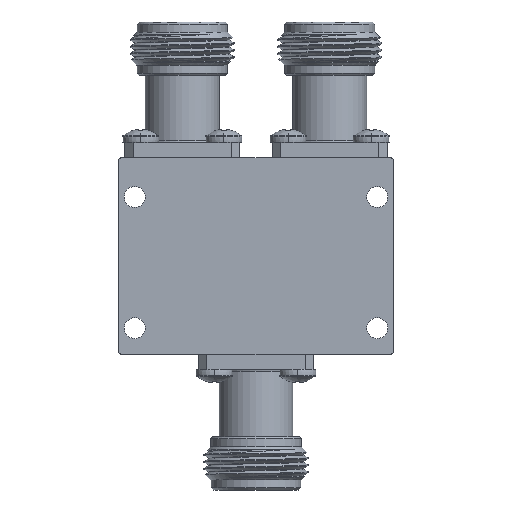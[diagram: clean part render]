
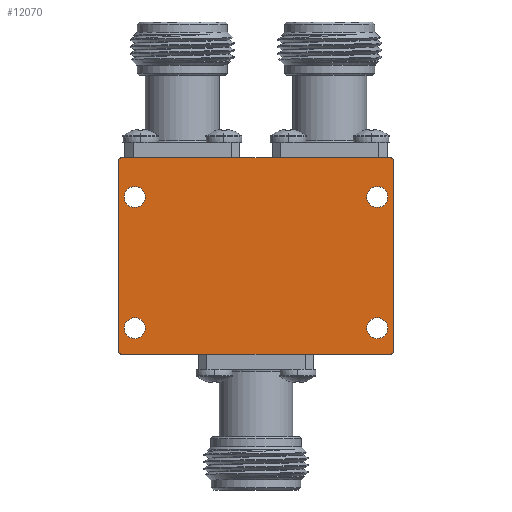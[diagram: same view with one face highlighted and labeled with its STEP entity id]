
A CAD part, front view. The second image highlights one B-rep face of the part: STEP entity #12070.
In plain terms, the highlighted planar face has unit normal (0, -1, 0).
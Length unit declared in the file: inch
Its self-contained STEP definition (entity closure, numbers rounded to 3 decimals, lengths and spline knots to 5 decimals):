
#446 = DIRECTION ( 'NONE',  ( 0., 0., -1. ) ) ;
#472 = ORIENTED_EDGE ( 'NONE', *, *, #27027, .F. ) ;
#547 = CARTESIAN_POINT ( 'NONE',  ( -0.72835, -0.3937, -0.49606 ) ) ;
#683 = DIRECTION ( 'NONE',  ( 0., 1., 0. ) ) ;
#816 = ORIENTED_EDGE ( 'NONE', *, *, #10768, .T. ) ;
#991 = DIRECTION ( 'NONE',  ( 0., 0., 1. ) ) ;
#1013 = ORIENTED_EDGE ( 'NONE', *, *, #22479, .T. ) ;
#1033 = EDGE_LOOP ( 'NONE', ( #27727, #1013 ) ) ;
#1204 = VECTOR ( 'NONE', #8594, 39.37008 ) ;
#1718 = AXIS2_PLACEMENT_3D ( 'NONE', #9955, #7426, #20357 ) ;
#1802 = CARTESIAN_POINT ( 'NONE',  ( -0.82677, -0.3937, -0.57055 ) ) ;
#1820 = CARTESIAN_POINT ( 'NONE',  ( 0.72835, -0.3937, -0.37008 ) ) ;
#1916 = LINE ( 'NONE', #30031, #8135 ) ;
#2030 = CIRCLE ( 'NONE', #25123, 0.06299 ) ;
#3000 = VERTEX_POINT ( 'NONE', #1802 ) ;
#3062 = CARTESIAN_POINT ( 'NONE',  ( 0.72835, -0.3937, -0.49606 ) ) ;
#3470 = EDGE_CURVE ( 'NONE', #13778, #31819, #21818, .T. ) ;
#4014 = CIRCLE ( 'NONE', #7220, 0.02 ) ;
#4199 = CARTESIAN_POINT ( 'NONE',  ( -0.72835, -0.3937, 0.29134 ) ) ;
#4200 = CARTESIAN_POINT ( 'NONE',  ( -0.80677, -0.3937, 0.57055 ) ) ;
#4570 = DIRECTION ( 'NONE',  ( 0., 1., 0. ) ) ;
#4594 = EDGE_LOOP ( 'NONE', ( #6099, #29023 ) ) ;
#4599 = CARTESIAN_POINT ( 'NONE',  ( 0.82677, -0.3937, 0.57055 ) ) ;
#4756 = ORIENTED_EDGE ( 'NONE', *, *, #29306, .F. ) ;
#5225 = DIRECTION ( 'NONE',  ( 0., 0., 1. ) ) ;
#5582 = CARTESIAN_POINT ( 'NONE',  ( -0.72835, -0.3937, -0.37008 ) ) ;
#5678 = CIRCLE ( 'NONE', #7310, 0.02 ) ;
#5906 = ORIENTED_EDGE ( 'NONE', *, *, #14958, .T. ) ;
#5936 = VERTEX_POINT ( 'NONE', #32069 ) ;
#6052 = ORIENTED_EDGE ( 'NONE', *, *, #28069, .F. ) ;
#6064 = EDGE_CURVE ( 'NONE', #11309, #8693, #2030, .T. ) ;
#6099 = ORIENTED_EDGE ( 'NONE', *, *, #23471, .T. ) ;
#6347 = AXIS2_PLACEMENT_3D ( 'NONE', #28734, #26035, #23666 ) ;
#6394 = DIRECTION ( 'NONE',  ( 0., 1., 0. ) ) ;
#6484 = AXIS2_PLACEMENT_3D ( 'NONE', #20610, #33282, #446 ) ;
#7190 = VERTEX_POINT ( 'NONE', #18678 ) ;
#7220 = AXIS2_PLACEMENT_3D ( 'NONE', #7900, #4570, #20507 ) ;
#7271 = LINE ( 'NONE', #4599, #11397 ) ;
#7310 = AXIS2_PLACEMENT_3D ( 'NONE', #19535, #29490, #22221 ) ;
#7408 = CARTESIAN_POINT ( 'NONE',  ( 0.80677, -0.3937, -0.59055 ) ) ;
#7426 = DIRECTION ( 'NONE',  ( 0., 1., 0. ) ) ;
#7514 = CARTESIAN_POINT ( 'NONE',  ( -0.72835, -0.3937, 0.35433 ) ) ;
#7677 = VERTEX_POINT ( 'NONE', #10509 ) ;
#7681 = DIRECTION ( 'NONE',  ( 0., 0., 1. ) ) ;
#7900 = CARTESIAN_POINT ( 'NONE',  ( 0.80677, -0.3937, 0.57055 ) ) ;
#8135 = VECTOR ( 'NONE', #30189, 39.37008 ) ;
#8376 = CARTESIAN_POINT ( 'NONE',  ( 0.72835, -0.3937, 0.29134 ) ) ;
#8545 = DIRECTION ( 'NONE',  ( 0., 1., 0. ) ) ;
#8594 = DIRECTION ( 'NONE',  ( 0., 0., 1. ) ) ;
#8693 = VERTEX_POINT ( 'NONE', #5582 ) ;
#8908 = VERTEX_POINT ( 'NONE', #29092 ) ;
#9517 = CARTESIAN_POINT ( 'NONE',  ( -0.72835, -0.3937, 0.41732 ) ) ;
#9955 = CARTESIAN_POINT ( 'NONE',  ( 0.72835, -0.3937, 0.35433 ) ) ;
#10111 = AXIS2_PLACEMENT_3D ( 'NONE', #24991, #17092, #32596 ) ;
#10221 = FACE_BOUND ( 'NONE', #1033, .T. ) ;
#10509 = CARTESIAN_POINT ( 'NONE',  ( -0.80677, -0.3937, 0.59055 ) ) ;
#10768 = EDGE_CURVE ( 'NONE', #22107, #20354, #14938, .T. ) ;
#11228 = ORIENTED_EDGE ( 'NONE', *, *, #22374, .F. ) ;
#11309 = VERTEX_POINT ( 'NONE', #547 ) ;
#11397 = VECTOR ( 'NONE', #26979, 39.37008 ) ;
#11592 = ORIENTED_EDGE ( 'NONE', *, *, #30761, .F. ) ;
#11943 = DIRECTION ( 'NONE',  ( 0., 0., -1. ) ) ;
#12070 = ADVANCED_FACE ( 'NONE', ( #31263, #18623, #31097, #10221, #12923 ), #13256, .T. ) ;
#12476 = CARTESIAN_POINT ( 'NONE',  ( 0.80677, -0.3937, 0.59055 ) ) ;
#12487 = CIRCLE ( 'NONE', #23764, 0.06299 ) ;
#12923 = FACE_BOUND ( 'NONE', #17305, .T. ) ;
#13039 = CIRCLE ( 'NONE', #18927, 0.06299 ) ;
#13153 = ORIENTED_EDGE ( 'NONE', *, *, #17806, .F. ) ;
#13256 = PLANE ( 'NONE',  #6347 ) ;
#13324 = LINE ( 'NONE', #28640, #1204 ) ;
#13778 = VERTEX_POINT ( 'NONE', #1820 ) ;
#14136 = DIRECTION ( 'NONE',  ( 0., 0., 1. ) ) ;
#14410 = EDGE_CURVE ( 'NONE', #5936, #20686, #25354, .T. ) ;
#14938 = CIRCLE ( 'NONE', #10111, 0.06299 ) ;
#14958 = EDGE_CURVE ( 'NONE', #31819, #13778, #13039, .T. ) ;
#15141 = CIRCLE ( 'NONE', #17796, 0.06299 ) ;
#15369 = ORIENTED_EDGE ( 'NONE', *, *, #21459, .F. ) ;
#16120 = DIRECTION ( 'NONE',  ( 0., 1., 0. ) ) ;
#16706 = CIRCLE ( 'NONE', #29618, 0.06299 ) ;
#17092 = DIRECTION ( 'NONE',  ( 0., 1., 0. ) ) ;
#17305 = EDGE_LOOP ( 'NONE', ( #23043, #816 ) ) ;
#17796 = AXIS2_PLACEMENT_3D ( 'NONE', #23861, #24185, #991 ) ;
#17806 = EDGE_CURVE ( 'NONE', #25358, #23176, #4014, .T. ) ;
#18364 = CARTESIAN_POINT ( 'NONE',  ( 0.82677, -0.3937, -0.57055 ) ) ;
#18623 = FACE_BOUND ( 'NONE', #23000, .T. ) ;
#18678 = CARTESIAN_POINT ( 'NONE',  ( -0.80677, -0.3937, -0.59055 ) ) ;
#18803 = DIRECTION ( 'NONE',  ( 0., 0., 1. ) ) ;
#18927 = AXIS2_PLACEMENT_3D ( 'NONE', #21475, #8545, #18803 ) ;
#19170 = VERTEX_POINT ( 'NONE', #7408 ) ;
#19535 = CARTESIAN_POINT ( 'NONE',  ( 0.80677, -0.3937, -0.57055 ) ) ;
#19972 = EDGE_CURVE ( 'NONE', #23014, #19170, #5678, .T. ) ;
#20354 = VERTEX_POINT ( 'NONE', #4199 ) ;
#20357 = DIRECTION ( 'NONE',  ( 0., 0., 1. ) ) ;
#20507 = DIRECTION ( 'NONE',  ( 0., 0., 1. ) ) ;
#20610 = CARTESIAN_POINT ( 'NONE',  ( -0.80677, -0.3937, -0.57055 ) ) ;
#20686 = VERTEX_POINT ( 'NONE', #8376 ) ;
#20952 = CIRCLE ( 'NONE', #6484, 0.02 ) ;
#21459 = EDGE_CURVE ( 'NONE', #7677, #25358, #21890, .T. ) ;
#21475 = CARTESIAN_POINT ( 'NONE',  ( 0.72835, -0.3937, -0.43307 ) ) ;
#21559 = CARTESIAN_POINT ( 'NONE',  ( -0.80677, -0.3937, 0.59055 ) ) ;
#21818 = CIRCLE ( 'NONE', #23970, 0.06299 ) ;
#21890 = LINE ( 'NONE', #21559, #32489 ) ;
#22107 = VERTEX_POINT ( 'NONE', #9517 ) ;
#22221 = DIRECTION ( 'NONE',  ( 0., 0., -1. ) ) ;
#22374 = EDGE_CURVE ( 'NONE', #23176, #23014, #7271, .T. ) ;
#22479 = EDGE_CURVE ( 'NONE', #8693, #11309, #16706, .T. ) ;
#22674 = EDGE_CURVE ( 'NONE', #20354, #22107, #12487, .T. ) ;
#23000 = EDGE_LOOP ( 'NONE', ( #5906, #26988 ) ) ;
#23014 = VERTEX_POINT ( 'NONE', #18364 ) ;
#23043 = ORIENTED_EDGE ( 'NONE', *, *, #22674, .T. ) ;
#23176 = VERTEX_POINT ( 'NONE', #28801 ) ;
#23374 = CARTESIAN_POINT ( 'NONE',  ( 0.72835, -0.3937, -0.43307 ) ) ;
#23471 = EDGE_CURVE ( 'NONE', #20686, #5936, #15141, .T. ) ;
#23666 = DIRECTION ( 'NONE',  ( 0., 0., -1. ) ) ;
#23764 = AXIS2_PLACEMENT_3D ( 'NONE', #7514, #27566, #7681 ) ;
#23861 = CARTESIAN_POINT ( 'NONE',  ( 0.72835, -0.3937, 0.35433 ) ) ;
#23970 = AXIS2_PLACEMENT_3D ( 'NONE', #23374, #683, #5225 ) ;
#24016 = CARTESIAN_POINT ( 'NONE',  ( -0.72835, -0.3937, -0.43307 ) ) ;
#24185 = DIRECTION ( 'NONE',  ( 0., 1., 0. ) ) ;
#24210 = ORIENTED_EDGE ( 'NONE', *, *, #19972, .F. ) ;
#24991 = CARTESIAN_POINT ( 'NONE',  ( -0.72835, -0.3937, 0.35433 ) ) ;
#25123 = AXIS2_PLACEMENT_3D ( 'NONE', #29449, #6394, #14136 ) ;
#25354 = CIRCLE ( 'NONE', #1718, 0.06299 ) ;
#25358 = VERTEX_POINT ( 'NONE', #12476 ) ;
#26035 = DIRECTION ( 'NONE',  ( 0., -1., 0. ) ) ;
#26218 = DIRECTION ( 'NONE',  ( 0., 0., 1. ) ) ;
#26467 = DIRECTION ( 'NONE',  ( 1., 0., 0. ) ) ;
#26979 = DIRECTION ( 'NONE',  ( 0., 0., -1. ) ) ;
#26988 = ORIENTED_EDGE ( 'NONE', *, *, #3470, .T. ) ;
#27027 = EDGE_CURVE ( 'NONE', #8908, #7677, #31183, .T. ) ;
#27087 = DIRECTION ( 'NONE',  ( 0., 1., 0. ) ) ;
#27566 = DIRECTION ( 'NONE',  ( 0., 1., 0. ) ) ;
#27727 = ORIENTED_EDGE ( 'NONE', *, *, #6064, .T. ) ;
#28069 = EDGE_CURVE ( 'NONE', #7190, #3000, #20952, .T. ) ;
#28640 = CARTESIAN_POINT ( 'NONE',  ( -0.82677, -0.3937, 0.57055 ) ) ;
#28734 = CARTESIAN_POINT ( 'NONE',  ( -0.80677, -0.3937, 0.57055 ) ) ;
#28801 = CARTESIAN_POINT ( 'NONE',  ( 0.82677, -0.3937, 0.57055 ) ) ;
#29023 = ORIENTED_EDGE ( 'NONE', *, *, #14410, .T. ) ;
#29092 = CARTESIAN_POINT ( 'NONE',  ( -0.82677, -0.3937, 0.57055 ) ) ;
#29306 = EDGE_CURVE ( 'NONE', #19170, #7190, #1916, .T. ) ;
#29449 = CARTESIAN_POINT ( 'NONE',  ( -0.72835, -0.3937, -0.43307 ) ) ;
#29490 = DIRECTION ( 'NONE',  ( 0., 1., 0. ) ) ;
#29618 = AXIS2_PLACEMENT_3D ( 'NONE', #24016, #16120, #26218 ) ;
#30031 = CARTESIAN_POINT ( 'NONE',  ( -0.80677, -0.3937, -0.59055 ) ) ;
#30189 = DIRECTION ( 'NONE',  ( -1., 0., 0. ) ) ;
#30761 = EDGE_CURVE ( 'NONE', #3000, #8908, #13324, .T. ) ;
#31097 = FACE_OUTER_BOUND ( 'NONE', #31427, .T. ) ;
#31183 = CIRCLE ( 'NONE', #32798, 0.02 ) ;
#31263 = FACE_BOUND ( 'NONE', #4594, .T. ) ;
#31427 = EDGE_LOOP ( 'NONE', ( #472, #11592, #6052, #4756, #24210, #11228, #13153, #15369 ) ) ;
#31819 = VERTEX_POINT ( 'NONE', #3062 ) ;
#32069 = CARTESIAN_POINT ( 'NONE',  ( 0.72835, -0.3937, 0.41732 ) ) ;
#32489 = VECTOR ( 'NONE', #26467, 39.37008 ) ;
#32596 = DIRECTION ( 'NONE',  ( 0., 0., 1. ) ) ;
#32798 = AXIS2_PLACEMENT_3D ( 'NONE', #4200, #27087, #11943 ) ;
#33282 = DIRECTION ( 'NONE',  ( 0., 1., 0. ) ) ;
